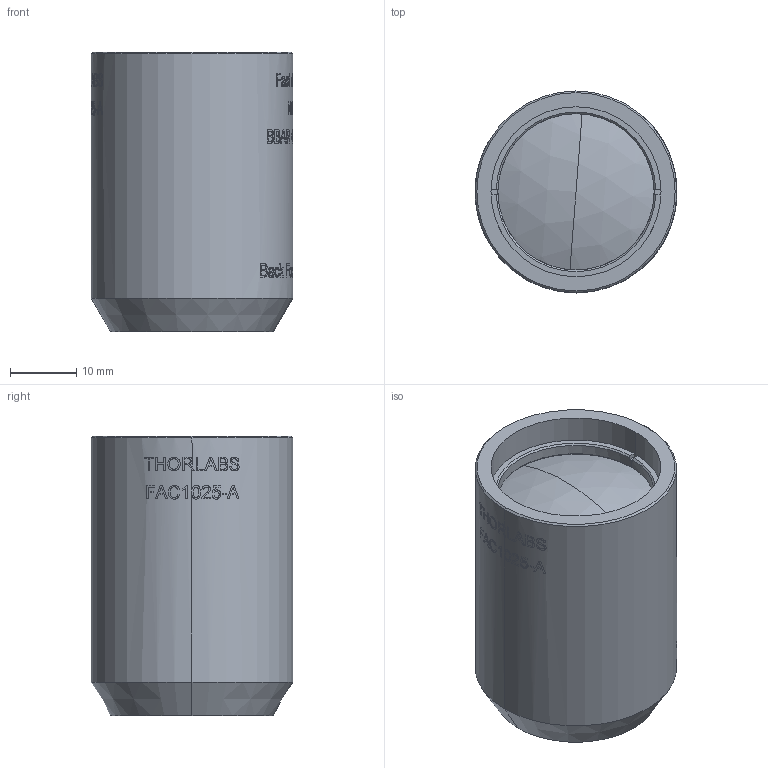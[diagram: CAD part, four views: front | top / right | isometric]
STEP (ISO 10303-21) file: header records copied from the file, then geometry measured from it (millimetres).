
FILE_DESCRIPTION (( 'STEP AP214' ), '1' );
FILE_NAME ('20560-E0W.STEP', '2009-11-18T16:49:38', ( 'Admin' ), ( 'Thorlabs, Inc.' ), 'SwSTEP 2.0', 'SolidWorks 2009', '' );
FILE_SCHEMA (( 'AUTOMOTIVE_DESIGN' ));
Length unit declared in the file: inch
Products named in the file (1): 20560-E0W
Bounding box: 30.48 x 30.48 x 42.22 mm (x, y, z)
Volume: 21276.7 mm3; surface area: 12829.2 mm2
Topology: 7 solids, 7 shells, 201 faces, 1089 edges, 991 vertices
Faces by surface type: cylinder 135, cone 26, plane 24, sphere 16
Entity records: 22767 total; most frequent: CARTESIAN_POINT 11683, ORIENTED_EDGE 2178, DIRECTION 1250, EDGE_CURVE 1089, VERTEX_POINT 991, B_SPLINE_CURVE_WITH_KNOTS 545, AXIS2_PLACEMENT_3D 504, CIRCLE 302
